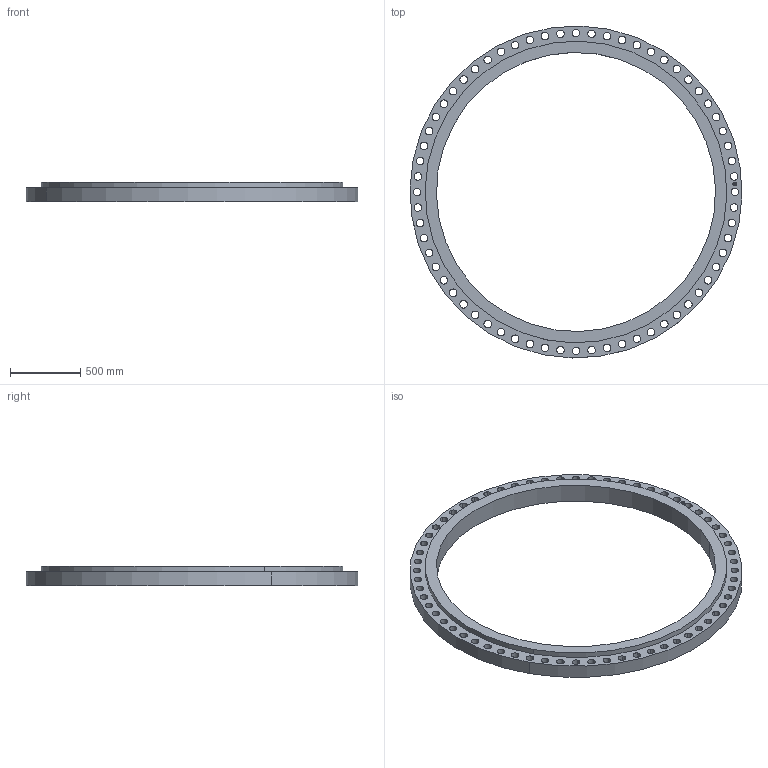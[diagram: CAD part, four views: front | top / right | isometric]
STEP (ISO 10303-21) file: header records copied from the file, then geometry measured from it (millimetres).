
FILE_DESCRIPTION(('3D STEP'),'2;1');
FILE_NAME('78-4E-HUB-FF-AWWA-FLANGE.stp','2013-09-22T23:18:09+00:00',('Texas Flange'),(''),'CATIA Version 5 Release 20 SP 6 (IN-10)','CATIA V5 STEP AP214','800-826-3801');
FILE_SCHEMA(('AUTOMOTIVE_DESIGN { 1 0 10303 214 1 1 1 1 }'));
Length unit declared in the file: inch
Products named in the file (1): 78-4E-HUB-FF-AWWA-FLANGE
Bounding box: 2361.54 x 2361.54 x 136.53 mm (x, y, z)
Volume: 131848700.8 mm3; surface area: 5183857.1 mm2
Topology: 1 solids, 1 shells, 522 faces, 1506 edges, 1004 vertices
Faces by surface type: plane 368, cylinder 154
Entity records: 19188 total; most frequent: ORIENTED_EDGE 3012, CARTESIAN_POINT 2933, DIRECTION 2350, EDGE_CURVE 1506, VECTOR 1198, LINE 1198, VERTEX_POINT 1004, AXIS2_PLACEMENT_3D 731
